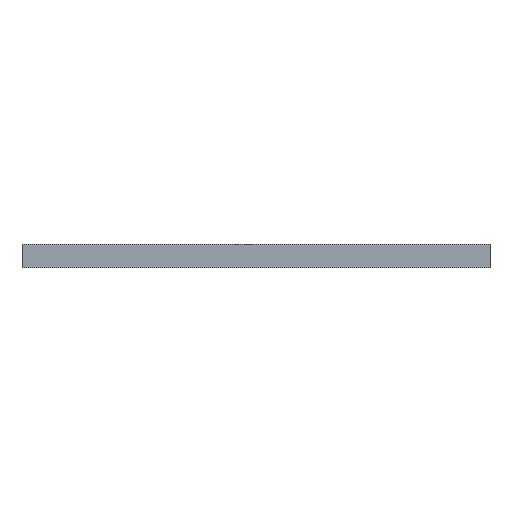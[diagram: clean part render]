
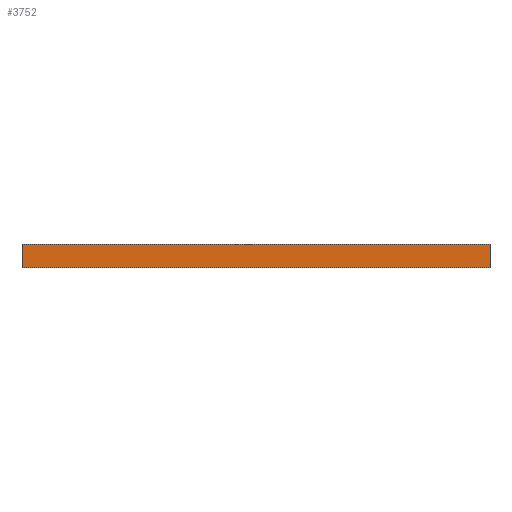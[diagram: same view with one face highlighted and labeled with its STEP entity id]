
A CAD part, front view. The second image highlights one B-rep face of the part: STEP entity #3752.
In plain terms, the highlighted planar face has unit normal (0, -1, 0).
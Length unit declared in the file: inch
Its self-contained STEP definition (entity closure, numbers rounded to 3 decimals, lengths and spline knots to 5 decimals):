
#4 = PLANE ( 'NONE',  #3360 ) ;
#115 = DIRECTION ( 'NONE',  ( 1., 0., 0. ) ) ;
#228 = CARTESIAN_POINT ( 'NONE',  ( 0.59055, -0.59055, -0.03937 ) ) ;
#401 = CARTESIAN_POINT ( 'NONE',  ( -0.59055, -0.59055, 0. ) ) ;
#406 = EDGE_CURVE ( 'NONE', #3019, #1341, #2920, .T. ) ;
#986 = LINE ( 'NONE', #4870, #1404 ) ;
#1214 = CARTESIAN_POINT ( 'NONE',  ( -0.59055, -0.59055, -0.03937 ) ) ;
#1223 = DIRECTION ( 'NONE',  ( 0., 0., 1. ) ) ;
#1229 = VECTOR ( 'NONE', #2452, 39.37008 ) ;
#1238 = EDGE_CURVE ( 'NONE', #3758, #2157, #986, .T. ) ;
#1341 = VERTEX_POINT ( 'NONE', #228 ) ;
#1404 = VECTOR ( 'NONE', #115, 39.37008 ) ;
#1453 = VECTOR ( 'NONE', #1223, 39.37008 ) ;
#1872 = EDGE_LOOP ( 'NONE', ( #3133, #2989, #5074, #2206 ) ) ;
#1903 = EDGE_CURVE ( 'NONE', #1341, #2157, #3772, .T. ) ;
#1925 = FACE_OUTER_BOUND ( 'NONE', #1872, .T. ) ;
#1978 = CARTESIAN_POINT ( 'NONE',  ( 0.59055, -0.59055, 0. ) ) ;
#2157 = VERTEX_POINT ( 'NONE', #4141 ) ;
#2206 = ORIENTED_EDGE ( 'NONE', *, *, #1238, .F. ) ;
#2403 = DIRECTION ( 'NONE',  ( 1., 0., 0. ) ) ;
#2452 = DIRECTION ( 'NONE',  ( 1., 0., 0. ) ) ;
#2630 = VECTOR ( 'NONE', #4440, 39.37008 ) ;
#2920 = LINE ( 'NONE', #1214, #1229 ) ;
#2989 = ORIENTED_EDGE ( 'NONE', *, *, #406, .T. ) ;
#3019 = VERTEX_POINT ( 'NONE', #3495 ) ;
#3133 = ORIENTED_EDGE ( 'NONE', *, *, #5041, .F. ) ;
#3360 = AXIS2_PLACEMENT_3D ( 'NONE', #401, #4375, #2403 ) ;
#3495 = CARTESIAN_POINT ( 'NONE',  ( -0.59055, -0.59055, -0.03937 ) ) ;
#3752 = ADVANCED_FACE ( 'NONE', ( #1925 ), #4, .T. ) ;
#3758 = VERTEX_POINT ( 'NONE', #4810 ) ;
#3772 = LINE ( 'NONE', #1978, #1453 ) ;
#3810 = LINE ( 'NONE', #4083, #2630 ) ;
#4083 = CARTESIAN_POINT ( 'NONE',  ( -0.59055, -0.59055, 0. ) ) ;
#4141 = CARTESIAN_POINT ( 'NONE',  ( 0.59055, -0.59055, 0.01969 ) ) ;
#4375 = DIRECTION ( 'NONE',  ( 0., -1., 0. ) ) ;
#4440 = DIRECTION ( 'NONE',  ( 0., 0., 1. ) ) ;
#4810 = CARTESIAN_POINT ( 'NONE',  ( -0.59055, -0.59055, 0.01969 ) ) ;
#4870 = CARTESIAN_POINT ( 'NONE',  ( -0.59055, -0.59055, 0.01969 ) ) ;
#5041 = EDGE_CURVE ( 'NONE', #3019, #3758, #3810, .T. ) ;
#5074 = ORIENTED_EDGE ( 'NONE', *, *, #1903, .T. ) ;
